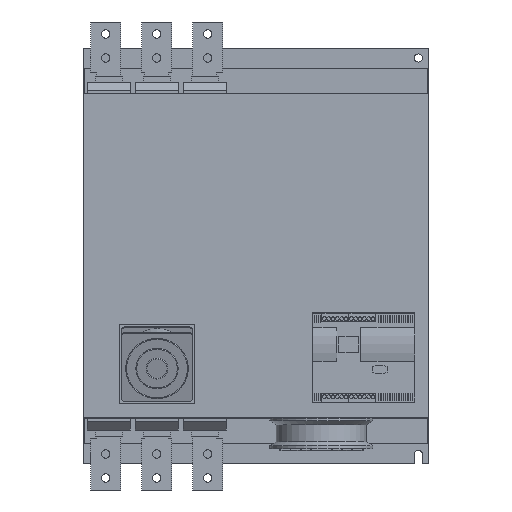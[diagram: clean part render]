
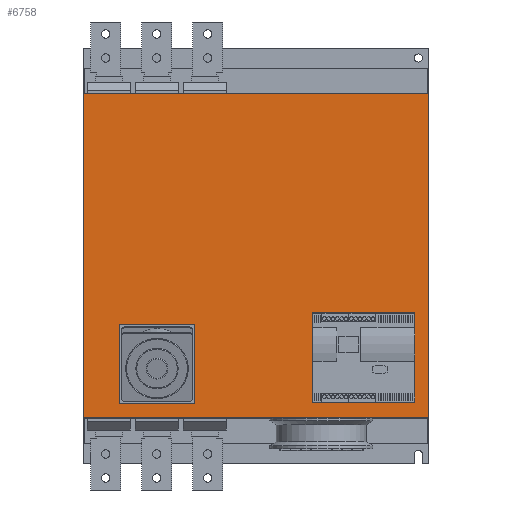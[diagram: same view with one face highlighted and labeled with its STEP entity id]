
A CAD part, front view. The second image highlights one B-rep face of the part: STEP entity #6758.
In plain terms, the highlighted planar face has unit normal (0, -1, 0).
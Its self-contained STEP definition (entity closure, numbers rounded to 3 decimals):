
#3278=EDGE_CURVE('',#5840,#8364,#9016,.T.);
#3422=VERTEX_POINT('',#9198);
#3446=VERTEX_POINT('',#9223);
#3636=VERTEX_POINT('',#9437);
#3652=EDGE_CURVE('',#6682,#6912,#9456,.T.);
#3722=EDGE_CURVE('',#5686,#6492,#9532,.T.);
#3822=VERTEX_POINT('',#9636);
#3886=EDGE_CURVE('',#6912,#3822,#9707,.T.);
#4310=EDGE_CURVE('',#3822,#6488,#10183,.T.);
#4616=EDGE_CURVE('',#5686,#3636,#10531,.T.);
#5338=EDGE_CURVE('',#6494,#3446,#11330,.T.);
#5686=VERTEX_POINT('',#11723);
#5792=EDGE_CURVE('',#3446,#5840,#11836,.T.);
#5840=VERTEX_POINT('',#11889);
#6028=EDGE_CURVE('',#6488,#6682,#12099,.T.);
#6488=VERTEX_POINT('',#12618);
#6492=VERTEX_POINT('',#12622);
#6494=VERTEX_POINT('',#12624);
#6682=VERTEX_POINT('',#12827);
#6758=ADVANCED_FACE('',(#12911,#12912,#12913),#12914,.T.);
#6912=VERTEX_POINT('',#13077);
#7140=EDGE_CURVE('',#3636,#3422,#13328,.T.);
#8256=EDGE_CURVE('',#8364,#6494,#14568,.T.);
#8262=EDGE_CURVE('',#6492,#3422,#14574,.T.);
#8364=VERTEX_POINT('',#14689);
#9016=LINE('',#15524,#15525);
#9198=CARTESIAN_POINT('',(288.0,-249.,-76.5));
#9223=CARTESIAN_POINT('',(-102.5,-249.0,-592.7));
#9437=CARTESIAN_POINT('',(-288.0,-249.,-76.5));
#9456=LINE('',#16138,#16139);
#9532=LINE('',#16247,#16248);
#9636=CARTESIAN_POINT('',(94.4,-249.0,-440.35));
#9707=LINE('',#16504,#16505);
#10183=LINE('',#17149,#17150);
#10531=LINE('',#17623,#17624);
#11330=LINE('',#18708,#18709);
#11723=CARTESIAN_POINT('',(-288.0,-249.,-616.5));
#11836=LINE('',#19390,#19391);
#11889=CARTESIAN_POINT('',(-227.5,-249.0,-592.7));
#12099=LINE('',#19751,#19752);
#12618=CARTESIAN_POINT('',(264.4,-249.0,-440.35));
#12622=CARTESIAN_POINT('',(288.0,-249.,-616.5));
#12624=CARTESIAN_POINT('',(-102.5,-249.0,-460.5));
#12827=CARTESIAN_POINT('',(264.4,-249.0,-588.35));
#12911=FACE_BOUND('',#20852,.T.);
#12912=FACE_BOUND('',#20853,.T.);
#12913=FACE_OUTER_BOUND('',#20854,.T.);
#12914=PLANE('',#20855);
#13077=CARTESIAN_POINT('',(94.4,-249.0,-588.35));
#13328=LINE('',#21448,#21449);
#14568=LINE('',#23171,#23172);
#14574=LINE('',#23181,#23182);
#14689=CARTESIAN_POINT('',(-227.5,-249.0,-460.5));
#15524=CARTESIAN_POINT('',(-227.5,-249.0,-538.5));
#15525=VECTOR('',#24130,1.0);
#16138=CARTESIAN_POINT('',(190.2,-249.0,-588.35));
#16139=VECTOR('',#24688,1.0);
#16247=CARTESIAN_POINT('',(-288.0,-249.,-616.5));
#16248=VECTOR('',#24768,1.0);
#16504=CARTESIAN_POINT('',(94.4,-249.0,-528.425));
#16505=VECTOR('',#24937,1.0);
#17149=CARTESIAN_POINT('',(275.2,-249.0,-440.35));
#17150=VECTOR('',#25484,1.0);
#17623=CARTESIAN_POINT('',(-288.0,-249.,-616.5));
#17624=VECTOR('',#25893,1.0);
#18708=CARTESIAN_POINT('',(-102.5,-249.0,-604.6));
#18709=VECTOR('',#26744,1.0);
#19390=CARTESIAN_POINT('',(29.25,-249.0,-592.7));
#19391=VECTOR('',#27277,1.0);
#19751=CARTESIAN_POINT('',(264.4,-249.0,-602.425));
#19752=VECTOR('',#27577,1.0);
#20852=EDGE_LOOP('',(#28405,#28406,#28407,#28408));
#20853=EDGE_LOOP('',(#28409,#28410,#28411,#28412));
#20854=EDGE_LOOP('',(#28413,#28414,#28415,#28416));
#20855=AXIS2_PLACEMENT_3D('',#28417,#28418,#28419);
#21448=CARTESIAN_POINT('',(-288.0,-249.,-76.5));
#21449=VECTOR('',#28835,1.0);
#23171=CARTESIAN_POINT('',(91.75,-249.0,-460.5));
#23172=VECTOR('',#30166,1.0);
#23181=CARTESIAN_POINT('',(288.0,-249.,-616.5));
#23182=VECTOR('',#30168,1.0);
#24130=DIRECTION('',(0.0,0.0,1.0));
#24688=DIRECTION('',(-1.0,0.0,0.0));
#24768=DIRECTION('',(1.0,0.0,0.0));
#24937=DIRECTION('',(0.0,0.0,1.0));
#25484=DIRECTION('',(1.0,0.0,0.0));
#25893=DIRECTION('',(0.0,0.0,1.0));
#26744=DIRECTION('',(0.0,0.0,-1.0));
#27277=DIRECTION('',(-1.0,0.0,0.0));
#27577=DIRECTION('',(0.0,0.0,-1.0));
#28405=ORIENTED_EDGE('',*,*,#3278,.T.);
#28406=ORIENTED_EDGE('',*,*,#8256,.T.);
#28407=ORIENTED_EDGE('',*,*,#5338,.T.);
#28408=ORIENTED_EDGE('',*,*,#5792,.T.);
#28409=ORIENTED_EDGE('',*,*,#3886,.T.);
#28410=ORIENTED_EDGE('',*,*,#4310,.T.);
#28411=ORIENTED_EDGE('',*,*,#6028,.T.);
#28412=ORIENTED_EDGE('',*,*,#3652,.T.);
#28413=ORIENTED_EDGE('',*,*,#8262,.T.);
#28414=ORIENTED_EDGE('',*,*,#7140,.F.);
#28415=ORIENTED_EDGE('',*,*,#4616,.F.);
#28416=ORIENTED_EDGE('',*,*,#3722,.T.);
#28417=CARTESIAN_POINT('',(286.0,-249.,-616.5));
#28418=DIRECTION('',(0.0,-1.0,0.0));
#28419=DIRECTION('',(0.0,0.0,-1.0));
#28835=DIRECTION('',(1.0,0.0,0.0));
#30166=DIRECTION('',(1.0,0.0,0.0));
#30168=DIRECTION('',(0.0,0.0,1.0));
